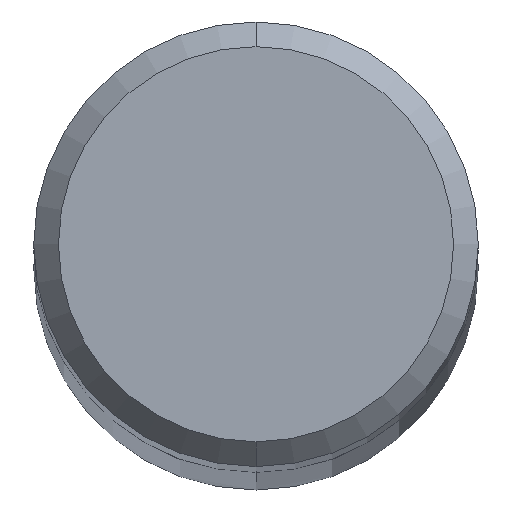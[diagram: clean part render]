
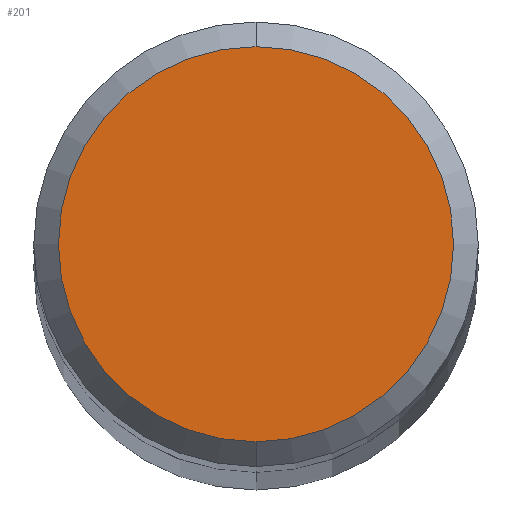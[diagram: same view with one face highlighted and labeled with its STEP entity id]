
A CAD part, top view. The second image highlights one B-rep face of the part: STEP entity #201.
In plain terms, the highlighted planar face has unit normal (0, 0, 1).
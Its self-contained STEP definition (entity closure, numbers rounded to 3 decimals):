
#191=VERTEX_POINT('',#453);
#201=ADVANCED_FACE('',(#463),#464,.T.);
#209=EDGE_CURVE('',#191,#279,#472,.T.);
#279=VERTEX_POINT('',#551);
#303=EDGE_CURVE('',#279,#191,#575,.T.);
#453=CARTESIAN_POINT('',(0.,-4.0,65.0));
#463=FACE_OUTER_BOUND('',#781,.T.);
#464=PLANE('',#782);
#472=CIRCLE('',#792,4.0);
#551=CARTESIAN_POINT('',(0.0,4.0,65.0));
#575=CIRCLE('',#1080,4.0);
#781=EDGE_LOOP('',(#1324,#1325));
#782=AXIS2_PLACEMENT_3D('',#1326,#1327,#1328);
#792=AXIS2_PLACEMENT_3D('',#1332,#1333,#1334);
#1080=AXIS2_PLACEMENT_3D('',#1440,#1441,#1442);
#1324=ORIENTED_EDGE('',*,*,#303,.F.);
#1325=ORIENTED_EDGE('',*,*,#209,.F.);
#1326=CARTESIAN_POINT('',(0.0,2.0,65.0));
#1327=DIRECTION('',(0.0,0.0,1.0));
#1328=DIRECTION('',(0.0,-1.0,0.0));
#1332=CARTESIAN_POINT('',(0.0,0.0,65.0));
#1333=DIRECTION('',(0.0,0.0,-1.0));
#1334=DIRECTION('',(0.0,1.0,0.0));
#1440=CARTESIAN_POINT('',(0.0,0.0,65.0));
#1441=DIRECTION('',(0.0,0.0,-1.0));
#1442=DIRECTION('',(0.0,1.0,0.0));
